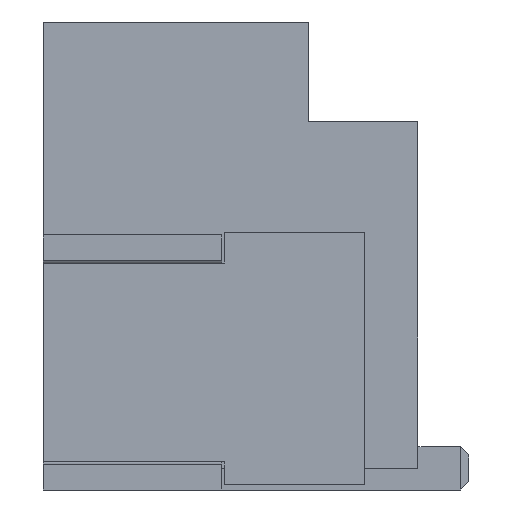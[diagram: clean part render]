
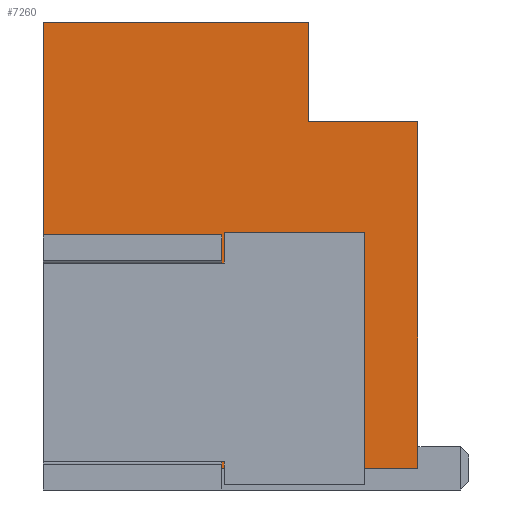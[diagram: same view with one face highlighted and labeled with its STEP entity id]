
A CAD part, left-side view. The second image highlights one B-rep face of the part: STEP entity #7260.
In plain terms, the highlighted planar face has unit normal (-1, 0, 0).
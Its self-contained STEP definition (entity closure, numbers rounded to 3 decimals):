
#688=ORIENTED_EDGE('',*,*,#2756,.F.);
#689=ORIENTED_EDGE('',*,*,#2659,.F.);
#690=ORIENTED_EDGE('',*,*,#2708,.F.);
#691=ORIENTED_EDGE('',*,*,#2749,.T.);
#692=ORIENTED_EDGE('',*,*,#2757,.T.);
#693=ORIENTED_EDGE('',*,*,#2697,.T.);
#694=ORIENTED_EDGE('',*,*,#2679,.T.);
#695=ORIENTED_EDGE('',*,*,#2661,.F.);
#696=ORIENTED_EDGE('',*,*,#2758,.T.);
#697=ORIENTED_EDGE('',*,*,#2759,.T.);
#2659=EDGE_CURVE('',#3714,#3715,#4418,.T.);
#2661=EDGE_CURVE('',#3716,#3717,#4420,.T.);
#2679=EDGE_CURVE('',#3733,#3717,#4438,.T.);
#2697=EDGE_CURVE('',#3750,#3733,#4456,.T.);
#2708=EDGE_CURVE('',#3760,#3714,#4467,.T.);
#2749=EDGE_CURVE('',#3760,#3789,#4508,.T.);
#2756=EDGE_CURVE('',#3715,#3793,#4515,.T.);
#2757=EDGE_CURVE('',#3789,#3750,#4516,.T.);
#2758=EDGE_CURVE('',#3716,#3794,#4517,.T.);
#2759=EDGE_CURVE('',#3794,#3793,#4518,.T.);
#3714=VERTEX_POINT('',#12912);
#3715=VERTEX_POINT('',#12914);
#3716=VERTEX_POINT('',#12916);
#3717=VERTEX_POINT('',#12918);
#3733=VERTEX_POINT('',#12955);
#3750=VERTEX_POINT('',#12993);
#3760=VERTEX_POINT('',#13014);
#3789=VERTEX_POINT('',#13087);
#3793=VERTEX_POINT('',#13102);
#3794=VERTEX_POINT('',#13105);
#4418=LINE('',#12913,#5207);
#4420=LINE('',#12917,#5209);
#4438=LINE('',#12954,#5227);
#4456=LINE('',#12992,#5245);
#4467=LINE('',#13015,#5256);
#4508=LINE('',#13088,#5297);
#4515=LINE('',#13101,#5304);
#4516=LINE('',#13103,#5305);
#4517=LINE('',#13104,#5306);
#4518=LINE('',#13106,#5307);
#5207=VECTOR('',#11222,1000.);
#5209=VECTOR('',#11224,1000.);
#5227=VECTOR('',#11248,1000.);
#5245=VECTOR('',#11272,1000.);
#5256=VECTOR('',#11285,1000.);
#5297=VECTOR('',#11332,1000.);
#5304=VECTOR('',#11345,1000.);
#5305=VECTOR('',#11346,1000.);
#5306=VECTOR('',#11347,1000.);
#5307=VECTOR('',#11348,1000.);
#5936=EDGE_LOOP('',(#688,#689,#690,#691,#692,#693,#694,#695,#696,#697));
#6403=FACE_BOUND('',#5936,.T.);
#6862=PLANE('',#10660);
#7260=ADVANCED_FACE('',(#6403),#6862,.T.);
#10660=AXIS2_PLACEMENT_3D('',#13100,#11343,#11344);
#11222=DIRECTION('',(0.,1.,0.));
#11224=DIRECTION('',(0.,1.,0.));
#11248=DIRECTION('',(0.,0.,-1.));
#11272=DIRECTION('',(0.,1.,0.));
#11285=DIRECTION('',(0.,0.,-1.));
#11332=DIRECTION('',(0.,1.,0.));
#11343=DIRECTION('',(-1.,0.,0.));
#11344=DIRECTION('',(0.,-1.,0.));
#11345=DIRECTION('',(0.,0.,1.));
#11346=DIRECTION('',(0.,0.,1.));
#11347=DIRECTION('',(0.,0.,1.));
#11348=DIRECTION('',(0.,-1.,0.));
#12912=CARTESIAN_POINT('',(-6.702,-1.384,0.216));
#12913=CARTESIAN_POINT('',(-6.702,-1.384,0.216));
#12914=CARTESIAN_POINT('',(-6.702,-0.851,0.216));
#12916=CARTESIAN_POINT('',(-6.702,0.546,0.216));
#12917=CARTESIAN_POINT('',(-6.702,-1.384,0.216));
#12918=CARTESIAN_POINT('',(-6.702,2.349,0.216));
#12954=CARTESIAN_POINT('',(-6.702,2.349,1.588));
#12955=CARTESIAN_POINT('',(-6.702,2.349,4.661));
#12992=CARTESIAN_POINT('',(-6.702,-1.384,4.661));
#12993=CARTESIAN_POINT('',(-6.702,-0.292,4.661));
#13014=CARTESIAN_POINT('',(-6.702,-1.384,3.67));
#13015=CARTESIAN_POINT('',(-6.702,-1.384,1.588));
#13087=CARTESIAN_POINT('',(-6.702,-0.292,3.67));
#13088=CARTESIAN_POINT('',(-6.702,-1.384,3.67));
#13100=CARTESIAN_POINT('',(-6.702,-1.384,1.588));
#13101=CARTESIAN_POINT('',(-6.702,-0.851,0.055));
#13102=CARTESIAN_POINT('',(-6.702,-0.851,2.569));
#13103=CARTESIAN_POINT('',(-6.702,-0.292,3.67));
#13104=CARTESIAN_POINT('',(-6.702,0.546,0.055));
#13105=CARTESIAN_POINT('',(-6.702,0.546,2.569));
#13106=CARTESIAN_POINT('',(-6.702,0.546,2.569));
